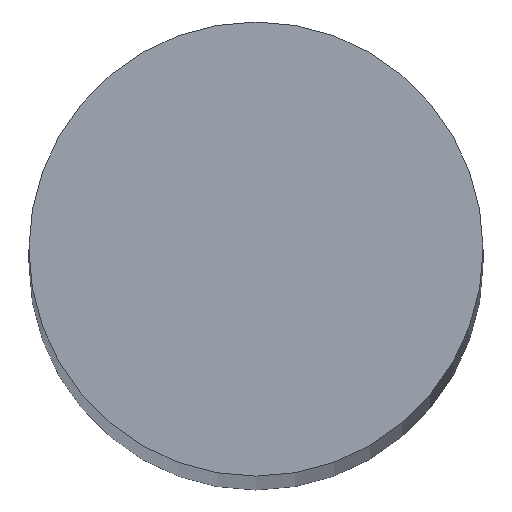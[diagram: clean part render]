
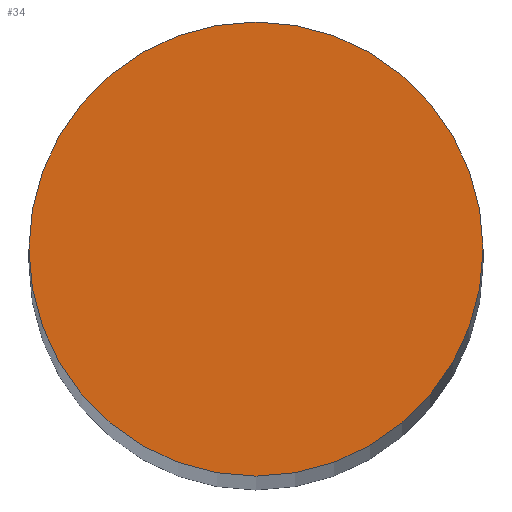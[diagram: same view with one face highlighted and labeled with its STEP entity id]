
A CAD part, top view. The second image highlights one B-rep face of the part: STEP entity #34.
In plain terms, the highlighted planar face has unit normal (0, 0, 1).
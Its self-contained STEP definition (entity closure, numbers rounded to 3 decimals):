
#12 = FACE_OUTER_BOUND ( 'NONE', #53, .T. ) ;
#14 = DIRECTION ( 'NONE',  ( 1., 0., 0. ) ) ;
#33 = AXIS2_PLACEMENT_3D ( 'NONE', #141, #165, #14 ) ;
#34 = ADVANCED_FACE ( 'NONE', ( #12 ), #36, .T. ) ;
#35 = ORIENTED_EDGE ( 'NONE', *, *, #70, .T. ) ;
#36 = PLANE ( 'NONE',  #122 ) ;
#39 = DIRECTION ( 'NONE',  ( 0., 0., 1. ) ) ;
#53 = EDGE_LOOP ( 'NONE', ( #35, #111 ) ) ;
#62 = VERTEX_POINT ( 'NONE', #94 ) ;
#66 = VERTEX_POINT ( 'NONE', #80 ) ;
#67 = AXIS2_PLACEMENT_3D ( 'NONE', #126, #82, #166 ) ;
#69 = CARTESIAN_POINT ( 'NONE',  ( 0., 0., 70. ) ) ;
#70 = EDGE_CURVE ( 'NONE', #66, #62, #79, .T. ) ;
#79 = CIRCLE ( 'NONE', #67, 2. ) ;
#80 = CARTESIAN_POINT ( 'NONE',  ( -2., 0., 70. ) ) ;
#82 = DIRECTION ( 'NONE',  ( 0., 0., 1. ) ) ;
#90 = DIRECTION ( 'NONE',  ( 1., 0., 0. ) ) ;
#94 = CARTESIAN_POINT ( 'NONE',  ( 2., 0., 70. ) ) ;
#111 = ORIENTED_EDGE ( 'NONE', *, *, #172, .T. ) ;
#122 = AXIS2_PLACEMENT_3D ( 'NONE', #69, #39, #90 ) ;
#126 = CARTESIAN_POINT ( 'NONE',  ( 0., 0., 70. ) ) ;
#141 = CARTESIAN_POINT ( 'NONE',  ( 0., 0., 70. ) ) ;
#142 = CIRCLE ( 'NONE', #33, 2. ) ;
#165 = DIRECTION ( 'NONE',  ( 0., 0., 1. ) ) ;
#166 = DIRECTION ( 'NONE',  ( 1., 0., 0. ) ) ;
#172 = EDGE_CURVE ( 'NONE', #62, #66, #142, .T. ) ;
